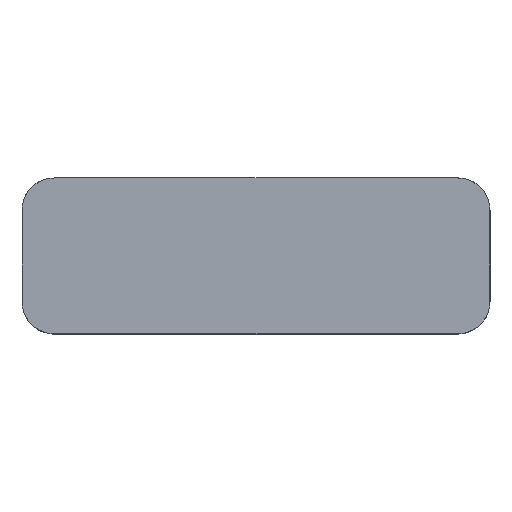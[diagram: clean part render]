
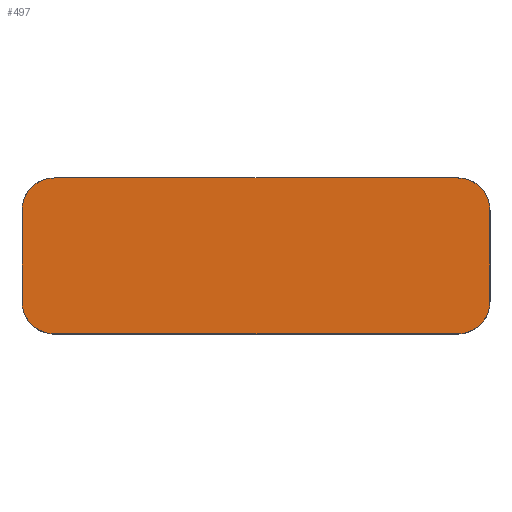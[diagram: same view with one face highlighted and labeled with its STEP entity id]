
A CAD part, top view. The second image highlights one B-rep face of the part: STEP entity #497.
In plain terms, the highlighted planar face has unit normal (0, 0, 1).
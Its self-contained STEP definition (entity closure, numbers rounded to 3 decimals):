
#1 = CARTESIAN_POINT ( 'NONE',  ( 15.5, 6., 10. ) ) ;
#5 = DIRECTION ( 'NONE',  ( 0., 0., 1. ) ) ;
#24 = CIRCLE ( 'NONE', #560, 2.5 ) ;
#60 = ORIENTED_EDGE ( 'NONE', *, *, #1254, .T. ) ;
#66 = AXIS2_PLACEMENT_3D ( 'NONE', #893, #272, #1001 ) ;
#93 = ORIENTED_EDGE ( 'NONE', *, *, #1004, .T. ) ;
#95 = VECTOR ( 'NONE', #845, 1000. ) ;
#101 = AXIS2_PLACEMENT_3D ( 'NONE', #319, #5, #741 ) ;
#127 = DIRECTION ( 'NONE',  ( 1., 0., 0. ) ) ;
#157 = CARTESIAN_POINT ( 'NONE',  ( -18., -3.5, 10. ) ) ;
#194 = CARTESIAN_POINT ( 'NONE',  ( 18., -3.5, 10. ) ) ;
#198 = LINE ( 'NONE', #941, #1274 ) ;
#228 = LINE ( 'NONE', #194, #780 ) ;
#272 = DIRECTION ( 'NONE',  ( 0., 0., 1. ) ) ;
#319 = CARTESIAN_POINT ( 'NONE',  ( 15.5, 3.5, 10. ) ) ;
#327 = LINE ( 'NONE', #368, #1109 ) ;
#338 = ORIENTED_EDGE ( 'NONE', *, *, #835, .T. ) ;
#368 = CARTESIAN_POINT ( 'NONE',  ( -18., 3.5, 10. ) ) ;
#382 = LINE ( 'NONE', #1, #95 ) ;
#398 = VERTEX_POINT ( 'NONE', #877 ) ;
#427 = CIRCLE ( 'NONE', #635, 2.5 ) ;
#453 = CARTESIAN_POINT ( 'NONE',  ( -18., 3.5, 10. ) ) ;
#457 = EDGE_LOOP ( 'NONE', ( #1297, #720, #338, #613, #93, #859, #1078, #60 ) ) ;
#493 = CIRCLE ( 'NONE', #66, 2.5 ) ;
#494 = EDGE_CURVE ( 'NONE', #641, #952, #382, .T. ) ;
#497 = ADVANCED_FACE ( 'NONE', ( #1242 ), #632, .T. ) ;
#510 = DIRECTION ( 'NONE',  ( 0., 1., 0. ) ) ;
#515 = DIRECTION ( 'NONE',  ( 0., 0., 1. ) ) ;
#547 = CARTESIAN_POINT ( 'NONE',  ( -15.5, 3.5, 10. ) ) ;
#560 = AXIS2_PLACEMENT_3D ( 'NONE', #1133, #515, #1234 ) ;
#579 = CARTESIAN_POINT ( 'NONE',  ( 15.5, 6., 10. ) ) ;
#613 = ORIENTED_EDGE ( 'NONE', *, *, #1120, .T. ) ;
#624 = VERTEX_POINT ( 'NONE', #886 ) ;
#627 = EDGE_CURVE ( 'NONE', #1083, #1292, #198, .T. ) ;
#632 = PLANE ( 'NONE',  #101 ) ;
#635 = AXIS2_PLACEMENT_3D ( 'NONE', #1016, #1337, #127 ) ;
#641 = VERTEX_POINT ( 'NONE', #579 ) ;
#652 = DIRECTION ( 'NONE',  ( 1., 0., 0. ) ) ;
#655 = VERTEX_POINT ( 'NONE', #157 ) ;
#709 = CARTESIAN_POINT ( 'NONE',  ( -15.5, 6., 10. ) ) ;
#720 = ORIENTED_EDGE ( 'NONE', *, *, #494, .T. ) ;
#741 = DIRECTION ( 'NONE',  ( 1., 0., 0. ) ) ;
#780 = VECTOR ( 'NONE', #510, 1000. ) ;
#788 = DIRECTION ( 'NONE',  ( 1., 0., 0. ) ) ;
#800 = AXIS2_PLACEMENT_3D ( 'NONE', #547, #1278, #652 ) ;
#835 = EDGE_CURVE ( 'NONE', #952, #1020, #1144, .T. ) ;
#845 = DIRECTION ( 'NONE',  ( -1., 0., 0. ) ) ;
#859 = ORIENTED_EDGE ( 'NONE', *, *, #627, .T. ) ;
#877 = CARTESIAN_POINT ( 'NONE',  ( 18., -3.5, 10. ) ) ;
#881 = DIRECTION ( 'NONE',  ( 0., -1., 0. ) ) ;
#886 = CARTESIAN_POINT ( 'NONE',  ( 18., 3.5, 10. ) ) ;
#893 = CARTESIAN_POINT ( 'NONE',  ( 15.5, -3.5, 10. ) ) ;
#933 = CARTESIAN_POINT ( 'NONE',  ( 15.5, -6., 10. ) ) ;
#941 = CARTESIAN_POINT ( 'NONE',  ( -15.5, -6., 10. ) ) ;
#952 = VERTEX_POINT ( 'NONE', #709 ) ;
#968 = EDGE_CURVE ( 'NONE', #1292, #398, #493, .T. ) ;
#1001 = DIRECTION ( 'NONE',  ( 1., 0., 0. ) ) ;
#1004 = EDGE_CURVE ( 'NONE', #655, #1083, #427, .T. ) ;
#1016 = CARTESIAN_POINT ( 'NONE',  ( -15.5, -3.5, 10. ) ) ;
#1020 = VERTEX_POINT ( 'NONE', #453 ) ;
#1078 = ORIENTED_EDGE ( 'NONE', *, *, #968, .T. ) ;
#1083 = VERTEX_POINT ( 'NONE', #1296 ) ;
#1109 = VECTOR ( 'NONE', #881, 1000. ) ;
#1120 = EDGE_CURVE ( 'NONE', #1020, #655, #327, .T. ) ;
#1133 = CARTESIAN_POINT ( 'NONE',  ( 15.5, 3.5, 10. ) ) ;
#1144 = CIRCLE ( 'NONE', #800, 2.5 ) ;
#1234 = DIRECTION ( 'NONE',  ( 1., 0., 0. ) ) ;
#1242 = FACE_OUTER_BOUND ( 'NONE', #457, .T. ) ;
#1254 = EDGE_CURVE ( 'NONE', #398, #624, #228, .T. ) ;
#1274 = VECTOR ( 'NONE', #788, 1000. ) ;
#1278 = DIRECTION ( 'NONE',  ( 0., 0., 1. ) ) ;
#1292 = VERTEX_POINT ( 'NONE', #933 ) ;
#1296 = CARTESIAN_POINT ( 'NONE',  ( -15.5, -6., 10. ) ) ;
#1297 = ORIENTED_EDGE ( 'NONE', *, *, #1334, .T. ) ;
#1334 = EDGE_CURVE ( 'NONE', #624, #641, #24, .T. ) ;
#1337 = DIRECTION ( 'NONE',  ( 0., 0., 1. ) ) ;
